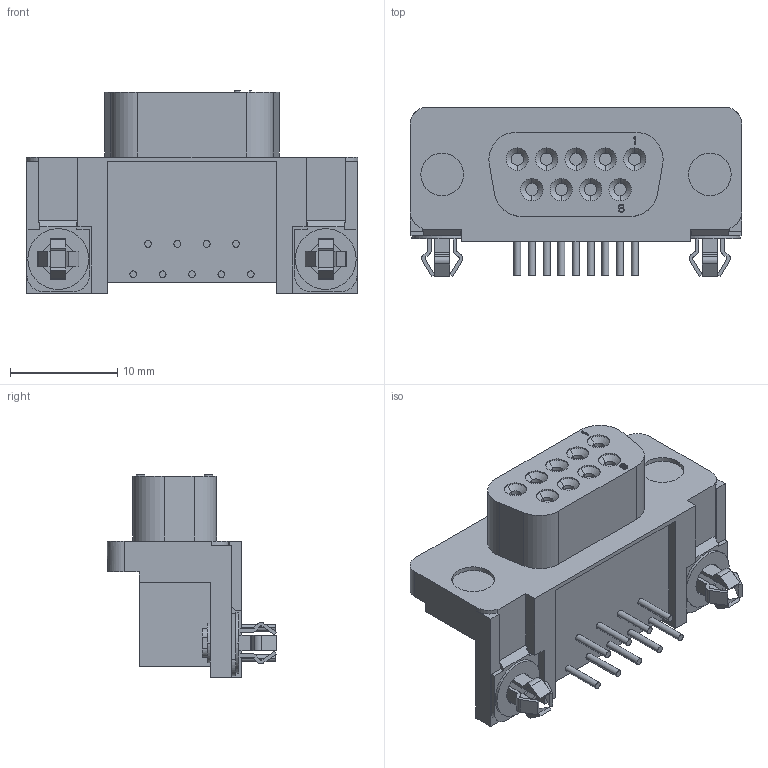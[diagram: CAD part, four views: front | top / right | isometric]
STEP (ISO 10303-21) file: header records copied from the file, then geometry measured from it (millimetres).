
FILE_DESCRIPTION((''),'2;1');
FILE_NAME('C-5747844-02-3','2007-08-31T',('workeradm'),('Tyco Electronics Corporation'),'PRO/ENGINEER BY PARAMETRIC TECHNOLOGY CORPORATION, 2005450','PRO/ENGINEER BY PARAMETRIC TECHNOLOGY CORPORATION, 2005450','');
FILE_SCHEMA(('CONFIG_CONTROL_DESIGN', 'GEOMETRIC_VALIDATION_PROPERTIES_MIM'));
Length unit declared in the file: millimetre
Products named in the file (1): C-5747844-02-3
Bounding box: 30.99 x 15.81 x 18.9 mm (x, y, z)
Volume: 3466.4 mm3; surface area: 2362.8 mm2
Topology: 1 solids, 1 shells, 423 faces, 1091 edges, 712 vertices
Faces by surface type: plane 271, cylinder 134, cone 18
Entity records: 12952 total; most frequent: CARTESIAN_POINT 2227, DIRECTION 2223, ORIENTED_EDGE 2182, EDGE_CURVE 1091, VECTOR 805, LINE 805, VERTEX_POINT 712, AXIS2_PLACEMENT_3D 709
